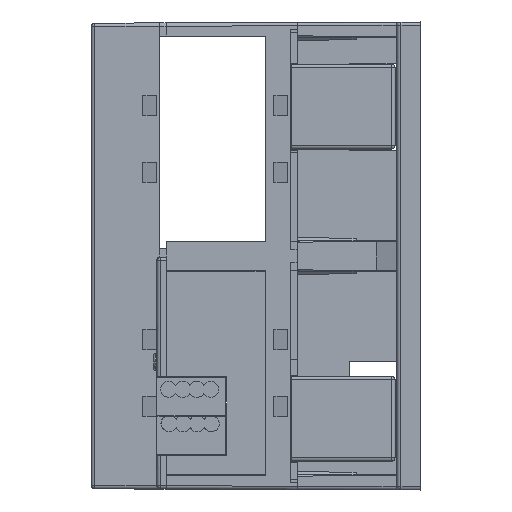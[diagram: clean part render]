
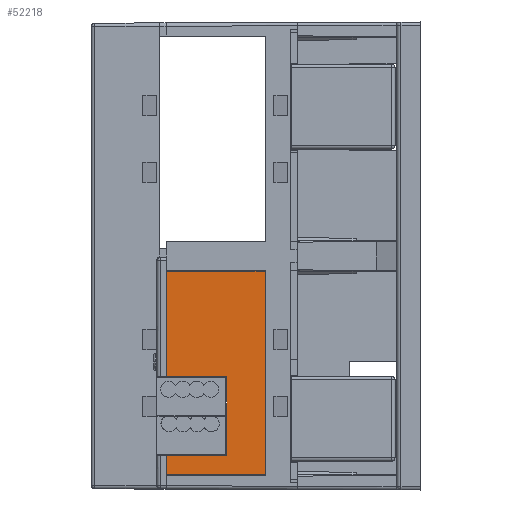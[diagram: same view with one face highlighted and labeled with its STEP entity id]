
A CAD part, left-side view. The second image highlights one B-rep face of the part: STEP entity #52218.
In plain terms, the highlighted face is planar.
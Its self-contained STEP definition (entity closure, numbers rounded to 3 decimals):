
#5159 = FACE_OUTER_BOUND ( 'NONE', #43073, .T. ) ;
#8066 = CARTESIAN_POINT ( 'NONE',  ( 0.587, 0., 4.25 ) ) ;
#8078 = DIRECTION ( 'NONE',  ( 0., -1., 0. ) ) ;
#8289 = CARTESIAN_POINT ( 'NONE',  ( -17.35, 16.2, 4.25 ) ) ;
#8290 = DIRECTION ( 'NONE',  ( -1., 0., 0. ) ) ;
#8301 = CARTESIAN_POINT ( 'NONE',  ( -15.25, 0., 4.25 ) ) ;
#8302 = DIRECTION ( 'NONE',  ( 0., -1., 0. ) ) ;
#8379 = CARTESIAN_POINT ( 'NONE',  ( 15.25, 0., 4.25 ) ) ;
#8391 = DIRECTION ( 'NONE',  ( 0., 1., 0. ) ) ;
#8786 = CARTESIAN_POINT ( 'NONE',  ( 12.287, 0., 4.25 ) ) ;
#8787 = DIRECTION ( 'NONE',  ( 0., -1., 0. ) ) ;
#11648 = PLANE ( 'NONE',  #21492 ) ;
#11650 = CARTESIAN_POINT ( 'NONE',  ( -17.35, 0., 4.25 ) ) ;
#11651 = DIRECTION ( 'NONE',  ( 0., 0., 1. ) ) ;
#11652 = DIRECTION ( 'NONE',  ( 1., 0., 0. ) ) ;
#18852 = CARTESIAN_POINT ( 'NONE',  ( -17.35, 1.4, 4.25 ) ) ;
#18853 = DIRECTION ( 'NONE',  ( 1., 0., 0. ) ) ;
#19232 = CARTESIAN_POINT ( 'NONE',  ( -17.35, 1.4, 4.25 ) ) ;
#19239 = DIRECTION ( 'NONE',  ( 1., 0., 0. ) ) ;
#19306 = CARTESIAN_POINT ( 'NONE',  ( -17.35, 10.5, 4.25 ) ) ;
#19307 = DIRECTION ( 'NONE',  ( 1., 0., 0. ) ) ;
#21492 = AXIS2_PLACEMENT_3D ( 'NONE', #11650, #11651, #11652 ) ;
#23995 = ORIENTED_EDGE ( 'NONE', *, *, #38428, .T. ) ;
#24011 = ORIENTED_EDGE ( 'NONE', *, *, #38265, .T. ) ;
#24081 = ORIENTED_EDGE ( 'NONE', *, *, #38225, .T. ) ;
#24112 = ORIENTED_EDGE ( 'NONE', *, *, #38033, .T. ) ;
#24139 = ORIENTED_EDGE ( 'NONE', *, *, #38219, .T. ) ;
#24250 = ORIENTED_EDGE ( 'NONE', *, *, #37824, .T. ) ;
#24254 = ORIENTED_EDGE ( 'NONE', *, *, #38133, .F. ) ;
#24282 = ORIENTED_EDGE ( 'NONE', *, *, #38063, .T. ) ;
#26064 = VERTEX_POINT ( 'NONE', #53931 ) ;
#26082 = VERTEX_POINT ( 'NONE', #53964 ) ;
#35029 = VERTEX_POINT ( 'NONE', #55138 ) ;
#35206 = VERTEX_POINT ( 'NONE', #55306 ) ;
#35256 = VERTEX_POINT ( 'NONE', #55356 ) ;
#35323 = VERTEX_POINT ( 'NONE', #55423 ) ;
#35329 = VERTEX_POINT ( 'NONE', #55429 ) ;
#35578 = VERTEX_POINT ( 'NONE', #50872 ) ;
#37824 = EDGE_CURVE ( 'NONE', #35323, #26064, #49267, .T. ) ;
#38033 = EDGE_CURVE ( 'NONE', #35256, #35578, #49628, .T. ) ;
#38063 = EDGE_CURVE ( 'NONE', #26082, #35206, #49687, .T. ) ;
#38133 = EDGE_CURVE ( 'NONE', #26082, #35578, #47215, .T. ) ;
#38219 = EDGE_CURVE ( 'NONE', #35329, #35029, #47358, .T. ) ;
#38225 = EDGE_CURVE ( 'NONE', #35029, #35256, #47370, .T. ) ;
#38265 = EDGE_CURVE ( 'NONE', #26064, #35329, #47445, .T. ) ;
#38428 = EDGE_CURVE ( 'NONE', #35206, #35323, #47713, .T. ) ;
#43073 = EDGE_LOOP ( 'NONE', ( #24254, #24282, #23995, #24250, #24011, #24139, #24081, #24112 ) ) ;
#47207 = VECTOR ( 'NONE', #8078, 1000. ) ;
#47215 = LINE ( 'NONE', #8066, #47207 ) ;
#47358 = LINE ( 'NONE', #8289, #47359 ) ;
#47359 = VECTOR ( 'NONE', #8290, 1000. ) ;
#47370 = LINE ( 'NONE', #8301, #47371 ) ;
#47371 = VECTOR ( 'NONE', #8302, 1000. ) ;
#47433 = VECTOR ( 'NONE', #8391, 1000. ) ;
#47445 = LINE ( 'NONE', #8379, #47433 ) ;
#47713 = LINE ( 'NONE', #8786, #47717 ) ;
#47717 = VECTOR ( 'NONE', #8787, 1000. ) ;
#49267 = LINE ( 'NONE', #18852, #49268 ) ;
#49268 = VECTOR ( 'NONE', #18853, 1000. ) ;
#49628 = LINE ( 'NONE', #19232, #49636 ) ;
#49636 = VECTOR ( 'NONE', #19239, 1000. ) ;
#49687 = LINE ( 'NONE', #19306, #49690 ) ;
#49690 = VECTOR ( 'NONE', #19307, 1000. ) ;
#50872 = CARTESIAN_POINT ( 'NONE',  ( 0.587, 1.4, 4.25 ) ) ;
#52218 = ADVANCED_FACE ( 'NONE', ( #5159 ), #11648, .T. ) ;
#53931 = CARTESIAN_POINT ( 'NONE',  ( 15.25, 1.4, 4.25 ) ) ;
#53964 = CARTESIAN_POINT ( 'NONE',  ( 0.587, 10.5, 4.25 ) ) ;
#55138 = CARTESIAN_POINT ( 'NONE',  ( -15.25, 16.2, 4.25 ) ) ;
#55306 = CARTESIAN_POINT ( 'NONE',  ( 12.287, 10.5, 4.25 ) ) ;
#55356 = CARTESIAN_POINT ( 'NONE',  ( -15.25, 1.4, 4.25 ) ) ;
#55423 = CARTESIAN_POINT ( 'NONE',  ( 12.287, 1.4, 4.25 ) ) ;
#55429 = CARTESIAN_POINT ( 'NONE',  ( 15.25, 16.2, 4.25 ) ) ;
